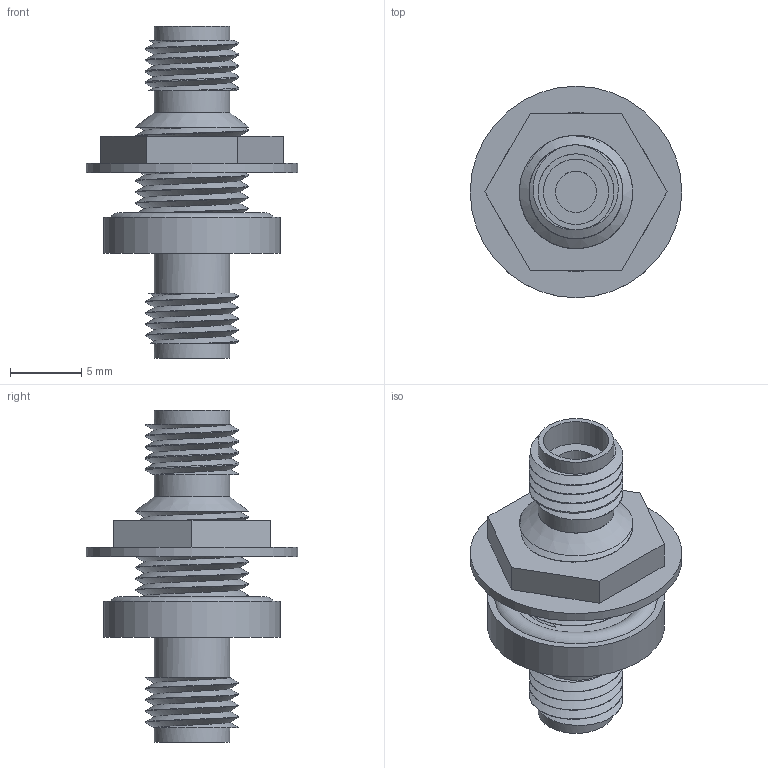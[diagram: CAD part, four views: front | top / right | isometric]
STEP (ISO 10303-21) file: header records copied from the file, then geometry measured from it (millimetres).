
FILE_DESCRIPTION(/* description */ ('Alibre Inc.'),/* implementation_level */ '2;1');
FILE_NAME(/* name */ 'export-6C48897E-CF79-4790-B682-D27C2DB61A38',/* time_stamp */ '2019-10-23T15:30:37-05:00',/* author */ (''),/* organization */ (''),/* preprocessor_version */ 'ST-DEVELOPER v17',/* originating_system */ 'Alibre',/* authorisation */ '');
FILE_SCHEMA (('CONFIG_CONTROL_DESIGN'));
Length unit declared in the file: inch
Products named in the file (1): ID_1
Bounding box: 14.88 x 14.88 x 23.37 mm (x, y, z)
Volume: 1041.6 mm3; surface area: 1492 mm2
Topology: 1 solids, 1 shells, 62 faces, 151 edges, 94 vertices
Faces by surface type: plane 32, cylinder 17, bspline 9, cone 3, torus 1
Full cylindrical faces by diameter (mm): 1.026 x1, 1.27 x1, 2.896 x2, 4.597 x2, 5.334 x4, 11.176 x1, 12.446 x1, 14.884 x1
Entity records: 6308 total; most frequent: CARTESIAN_POINT 5007, ORIENTED_EDGE 262, DIRECTION 191, EDGE_CURVE 131, AXIS2_PLACEMENT_3D 99, EDGE_LOOP 92, FACE_BOUND 92, VERTEX_POINT 89
